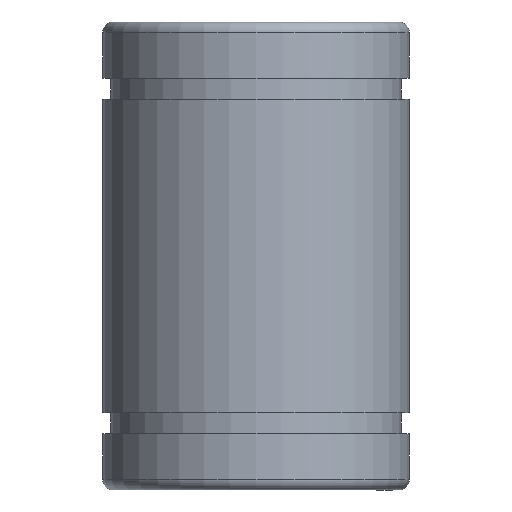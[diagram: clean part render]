
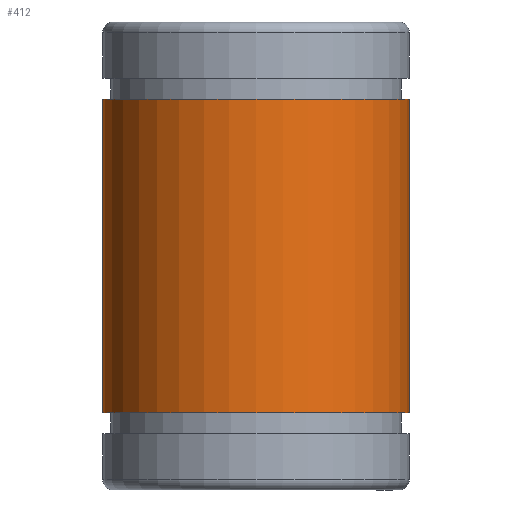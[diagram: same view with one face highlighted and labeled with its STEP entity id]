
A CAD part, left-side view. The second image highlights one B-rep face of the part: STEP entity #412.
In plain terms, the highlighted cylindrical face has radius 9.5 mm (diameter 19 mm), a partial arc.
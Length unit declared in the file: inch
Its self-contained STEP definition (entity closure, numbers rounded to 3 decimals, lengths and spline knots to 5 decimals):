
#78 = VERTEX_POINT ( 'NONE', #969 ) ;
#105 = EDGE_CURVE ( 'NONE', #699, #78, #632, .T. ) ;
#129 = DIRECTION ( 'NONE',  ( 0., -1., 0. ) ) ;
#149 = EDGE_LOOP ( 'NONE', ( #284, #327, #1207, #711 ) ) ;
#161 = EDGE_CURVE ( 'NONE', #1274, #414, #1004, .T. ) ;
#208 = CARTESIAN_POINT ( 'NONE',  ( 0., 0.37402, 0.54528 ) ) ;
#217 = DIRECTION ( 'NONE',  ( 0., 0., 1. ) ) ;
#250 = DIRECTION ( 'NONE',  ( 0., -1., 0. ) ) ;
#284 = ORIENTED_EDGE ( 'NONE', *, *, #105, .F. ) ;
#310 = DIRECTION ( 'NONE',  ( 0., 0., 1. ) ) ;
#324 = DIRECTION ( 'NONE',  ( 0., -1., 0. ) ) ;
#327 = ORIENTED_EDGE ( 'NONE', *, *, #872, .T. ) ;
#366 = CARTESIAN_POINT ( 'NONE',  ( 0., 0., 0.54528 ) ) ;
#375 = CARTESIAN_POINT ( 'NONE',  ( 0., -0.37402, 0.38189 ) ) ;
#377 = AXIS2_PLACEMENT_3D ( 'NONE', #366, #1294, #250 ) ;
#412 = ADVANCED_FACE ( 'NONE', ( #824 ), #437, .T. ) ;
#414 = VERTEX_POINT ( 'NONE', #375 ) ;
#437 = CYLINDRICAL_SURFACE ( 'NONE', #377, 0.37402 ) ;
#506 = CARTESIAN_POINT ( 'NONE',  ( 0., -0.37402, 0.54528 ) ) ;
#529 = AXIS2_PLACEMENT_3D ( 'NONE', #1291, #1169, #129 ) ;
#546 = CARTESIAN_POINT ( 'NONE',  ( 0., 0., 0.38189 ) ) ;
#632 = LINE ( 'NONE', #208, #1161 ) ;
#652 = CIRCLE ( 'NONE', #662, 0.37402 ) ;
#662 = AXIS2_PLACEMENT_3D ( 'NONE', #546, #217, #324 ) ;
#699 = VERTEX_POINT ( 'NONE', #705 ) ;
#705 = CARTESIAN_POINT ( 'NONE',  ( 0., 0.37402, -0.38189 ) ) ;
#711 = ORIENTED_EDGE ( 'NONE', *, *, #1284, .F. ) ;
#818 = VECTOR ( 'NONE', #898, 39.37008 ) ;
#824 = FACE_OUTER_BOUND ( 'NONE', #149, .T. ) ;
#872 = EDGE_CURVE ( 'NONE', #699, #1274, #978, .T. ) ;
#898 = DIRECTION ( 'NONE',  ( 0., 0., 1. ) ) ;
#969 = CARTESIAN_POINT ( 'NONE',  ( 0., 0.37402, 0.38189 ) ) ;
#978 = CIRCLE ( 'NONE', #529, 0.37402 ) ;
#1004 = LINE ( 'NONE', #506, #818 ) ;
#1133 = CARTESIAN_POINT ( 'NONE',  ( 0., -0.37402, -0.38189 ) ) ;
#1161 = VECTOR ( 'NONE', #310, 39.37008 ) ;
#1169 = DIRECTION ( 'NONE',  ( 0., 0., 1. ) ) ;
#1207 = ORIENTED_EDGE ( 'NONE', *, *, #161, .T. ) ;
#1274 = VERTEX_POINT ( 'NONE', #1133 ) ;
#1284 = EDGE_CURVE ( 'NONE', #78, #414, #652, .T. ) ;
#1291 = CARTESIAN_POINT ( 'NONE',  ( 0., 0., -0.38189 ) ) ;
#1294 = DIRECTION ( 'NONE',  ( 0., 0., 1. ) ) ;
